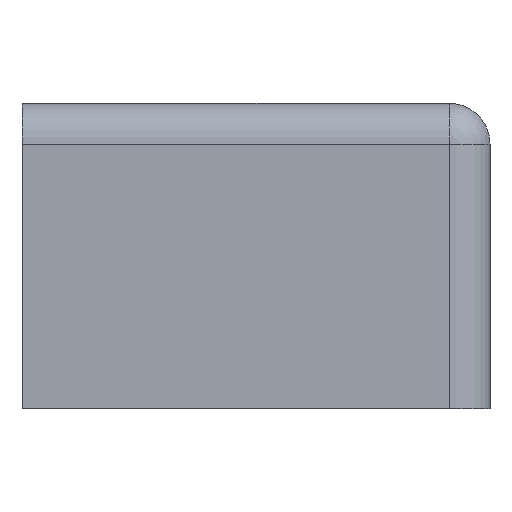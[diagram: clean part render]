
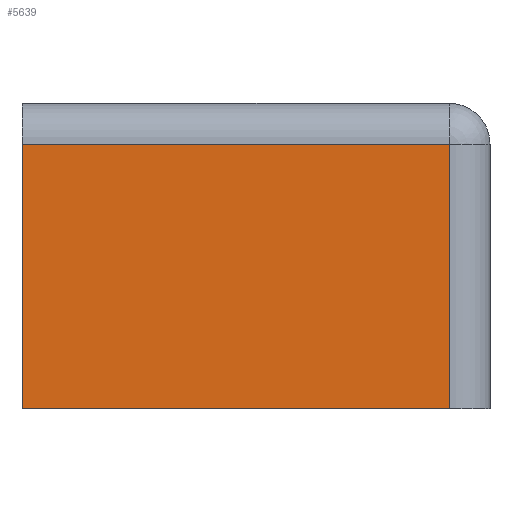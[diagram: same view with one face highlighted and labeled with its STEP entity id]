
A CAD part, left-side view. The second image highlights one B-rep face of the part: STEP entity #5639.
In plain terms, the highlighted planar face has unit normal (-1, 0, 0).
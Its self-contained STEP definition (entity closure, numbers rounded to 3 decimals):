
#5542=CARTESIAN_POINT('',(-10.5,-2.,0.));
#5543=VERTEX_POINT('',#5542);
#5544=CARTESIAN_POINT('',(-10.5,-2.,13.));
#5545=VERTEX_POINT('',#5544);
#5546=CARTESIAN_POINT('',(-10.5,-2.,0.));
#5547=DIRECTION('',(0.,0.,1.));
#5548=VECTOR('',#5547,13.);
#5549=LINE('',#5546,#5548);
#5550=EDGE_CURVE('',#5543,#5545,#5549,.T.);
#5609=CARTESIAN_POINT('',(-10.5,-1.,-70.913));
#5610=DIRECTION('',(-1.,0.,0.));
#5611=DIRECTION('',(0.,0.,1.));
#5612=AXIS2_PLACEMENT_3D('',#5609,#5610,#5611);
#5613=PLANE('',#5612);
#5614=CARTESIAN_POINT('',(-10.5,-23.,0.));
#5615=VERTEX_POINT('',#5614);
#5616=CARTESIAN_POINT('',(-10.5,-23.,13.));
#5617=VERTEX_POINT('',#5616);
#5618=CARTESIAN_POINT('',(-10.5,-23.,0.));
#5619=DIRECTION('',(-0.,-0.,1.));
#5620=VECTOR('',#5619,13.);
#5621=LINE('',#5618,#5620);
#5622=EDGE_CURVE('',#5615,#5617,#5621,.T.);
#5623=ORIENTED_EDGE('',*,*,#5622,.T.);
#5624=CARTESIAN_POINT('',(-10.5,-23.,13.));
#5625=DIRECTION('',(-0.,1.,-0.));
#5626=VECTOR('',#5625,21.);
#5627=LINE('',#5624,#5626);
#5628=EDGE_CURVE('',#5617,#5545,#5627,.T.);
#5629=ORIENTED_EDGE('',*,*,#5628,.T.);
#5630=ORIENTED_EDGE('',*,*,#5550,.F.);
#5631=CARTESIAN_POINT('',(-10.5,-23.,0.));
#5632=DIRECTION('',(0.,1.,0.));
#5633=VECTOR('',#5632,21.);
#5634=LINE('',#5631,#5633);
#5635=EDGE_CURVE('',#5615,#5543,#5634,.T.);
#5636=ORIENTED_EDGE('',*,*,#5635,.F.);
#5637=EDGE_LOOP('',(#5623,#5629,#5630,#5636));
#5638=FACE_BOUND('',#5637,.T.);
#5639=ADVANCED_FACE('',(#5638),#5613,.T.);
